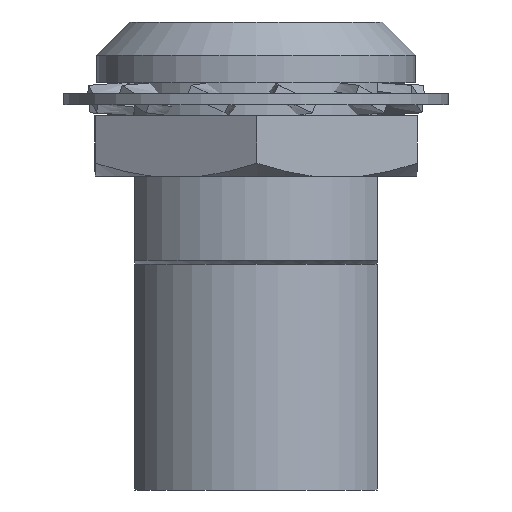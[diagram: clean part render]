
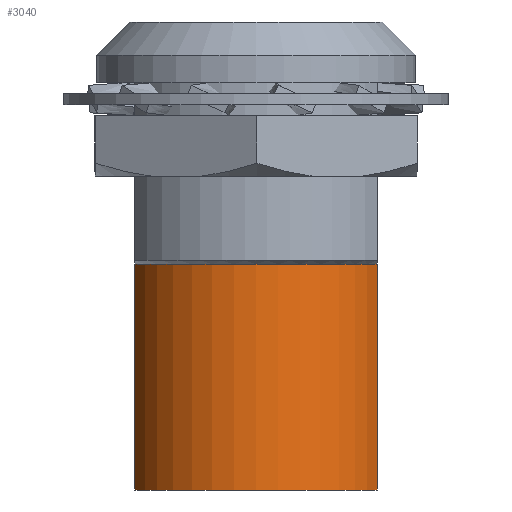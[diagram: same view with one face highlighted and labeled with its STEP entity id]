
A CAD part, front view. The second image highlights one B-rep face of the part: STEP entity #3040.
In plain terms, the highlighted cylindrical face has radius 11.75 mm (diameter 23.5 mm), a partial arc.
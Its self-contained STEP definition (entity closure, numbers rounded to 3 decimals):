
#197=CYLINDRICAL_SURFACE('',#3238,11.75);
#282=FACE_OUTER_BOUND('',#461,.T.);
#461=EDGE_LOOP('',(#2159,#2160,#2161,#2162));
#617=CIRCLE('',#3202,11.75);
#633=CIRCLE('',#3237,11.75);
#702=LINE('',#4148,#990);
#710=LINE('',#4179,#998);
#990=VECTOR('',#3441,20.5);
#998=VECTOR('',#3451,20.5);
#1280=VERTEX_POINT('',#4146);
#1281=VERTEX_POINT('',#4147);
#1290=VERTEX_POINT('',#4174);
#1291=VERTEX_POINT('',#4178);
#1594=EDGE_CURVE('',#1280,#1281,#702,.T.);
#1606=EDGE_CURVE('',#1291,#1290,#710,.T.);
#1608=EDGE_CURVE('',#1291,#1281,#617,.T.);
#1638=EDGE_CURVE('',#1290,#1280,#633,.T.);
#2159=ORIENTED_EDGE('',*,*,#1594,.T.);
#2160=ORIENTED_EDGE('',*,*,#1608,.F.);
#2161=ORIENTED_EDGE('',*,*,#1606,.T.);
#2162=ORIENTED_EDGE('',*,*,#1638,.T.);
#3040=ADVANCED_FACE('',(#282),#197,.T.);
#3202=AXIS2_PLACEMENT_3D('',#4182,#3455,#3456);
#3237=AXIS2_PLACEMENT_3D('',#4250,#3539,#3540);
#3238=AXIS2_PLACEMENT_3D('',#4251,#3541,#3542);
#3441=DIRECTION('',(0.,0.,-1.));
#3451=DIRECTION('',(0.,0.,1.));
#3455=DIRECTION('center_axis',(0.,0.,-1.));
#3456=DIRECTION('ref_axis',(1.,0.,0.));
#3539=DIRECTION('center_axis',(0.,0.,-1.));
#3540=DIRECTION('ref_axis',(1.,0.,0.));
#3541=DIRECTION('center_axis',(0.,0.,-1.));
#3542=DIRECTION('ref_axis',(0.,-1.,0.));
#4146=CARTESIAN_POINT('',(-11.,-4.131,-22.));
#4147=CARTESIAN_POINT('',(-11.,-4.131,-42.5));
#4148=CARTESIAN_POINT('',(-11.,-4.131,-32.25));
#4174=CARTESIAN_POINT('',(11.,-4.131,-22.));
#4178=CARTESIAN_POINT('',(11.,-4.131,-42.5));
#4179=CARTESIAN_POINT('',(11.,-4.131,-32.25));
#4182=CARTESIAN_POINT('Origin',(0.,0.,-42.5));
#4250=CARTESIAN_POINT('Origin',(0.,0.,-22.));
#4251=CARTESIAN_POINT('Origin',(0.,0.,-32.25));
